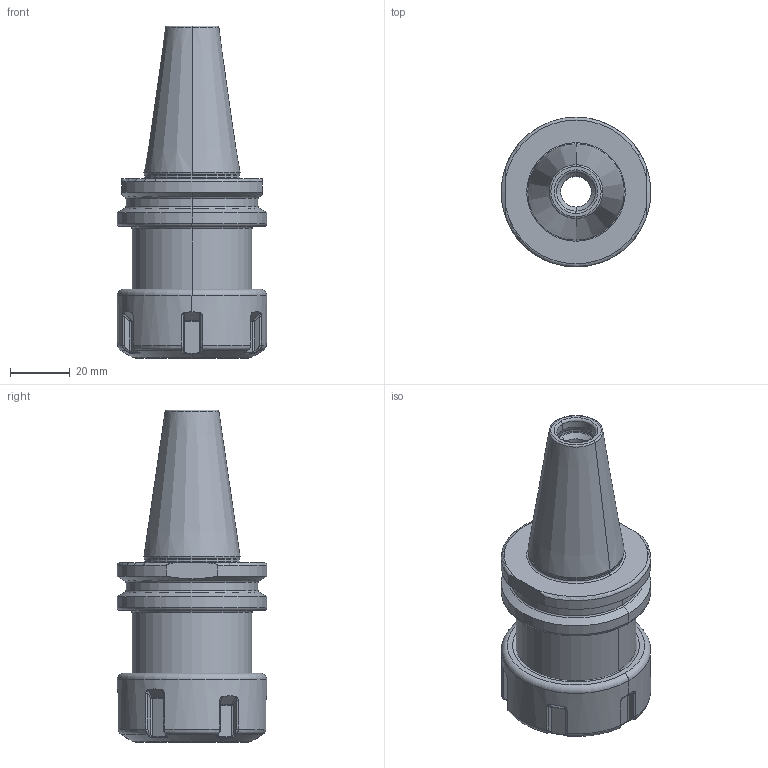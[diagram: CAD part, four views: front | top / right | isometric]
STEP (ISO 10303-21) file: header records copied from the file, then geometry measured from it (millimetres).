
FILE_DESCRIPTION((''),'2;1');
FILE_NAME('302_62_20_2','2020-09-15T',('104091'),(''),'CREO PARAMETRIC BY PTC INC, 2016260','CREO PARAMETRIC BY PTC INC, 2016260','');
FILE_SCHEMA(('CONFIG_CONTROL_DESIGN'));
Length unit declared in the file: millimetre
Products named in the file (1): 302_62_20_2
Bounding box: 50 x 50 x 110.8 mm (x, y, z)
Volume: 82857.7 mm3; surface area: 25087.2 mm2
Topology: 1 solids, 1 shells, 248 faces, 580 edges, 340 vertices
Faces by surface type: cylinder 60, bspline 60, plane 48, torus 46, cone 22, sphere 12
Entity records: 9772 total; most frequent: CARTESIAN_POINT 4473, ORIENTED_EDGE 1160, DIRECTION 992, EDGE_CURVE 580, AXIS2_PLACEMENT_3D 395, VERTEX_POINT 340, EDGE_LOOP 256, FACE_OUTER_BOUND 248
